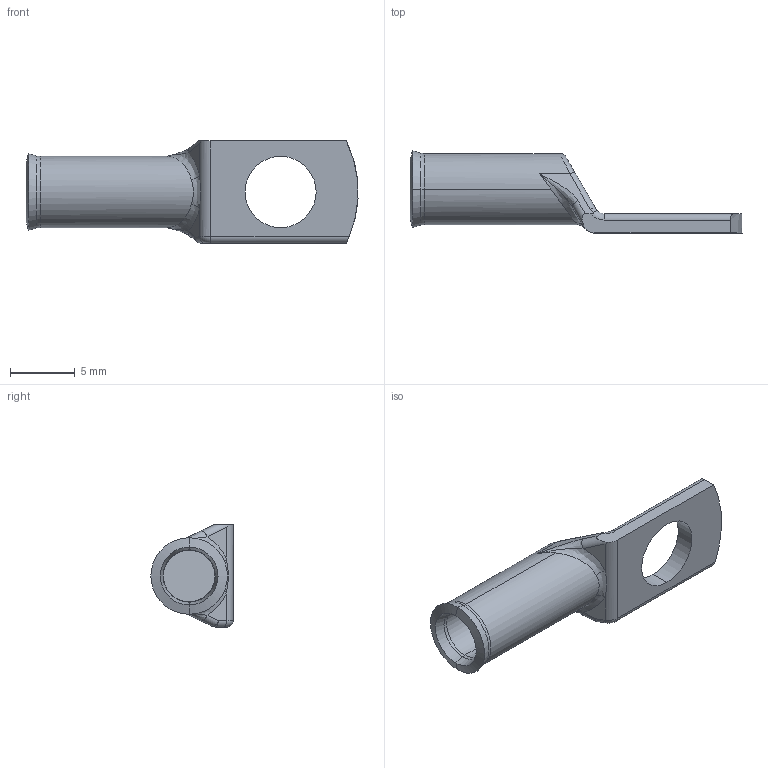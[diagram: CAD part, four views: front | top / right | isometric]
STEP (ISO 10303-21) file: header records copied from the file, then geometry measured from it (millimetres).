
FILE_DESCRIPTION (( 'STEP AP203' ), '1' );
FILE_NAME ('6 mm² Ekstra Standart (Uzun ve Kalýn) Tip Bakýr SKP M5.STEP', '2025-07-10T08:21:20', ( '' ), ( '' ), 'SwSTEP 2.0', 'SolidWorks 2023', '' );
FILE_SCHEMA (( 'CONFIG_CONTROL_DESIGN' ));
Length unit declared in the file: millimetre
Products named in the file (1): 6 mm² Ekstra Standart (Uzun ve Kalın) Tip Bakır SKP M5
Bounding box: 25.69 x 6.36 x 7.9 mm (x, y, z)
Volume: 295.6 mm3; surface area: 619.1 mm2
Topology: 1 solids, 1 shells, 52 faces, 120 edges, 68 vertices
Faces by surface type: cylinder 18, plane 10, bspline 9, torus 7, cone 6, sphere 2
Entity records: 1730 total; most frequent: CARTESIAN_POINT 565, ORIENTED_EDGE 236, DIRECTION 225, EDGE_CURVE 118, AXIS2_PLACEMENT_3D 92, VERTEX_POINT 68, EDGE_LOOP 54, ADVANCED_FACE 52
